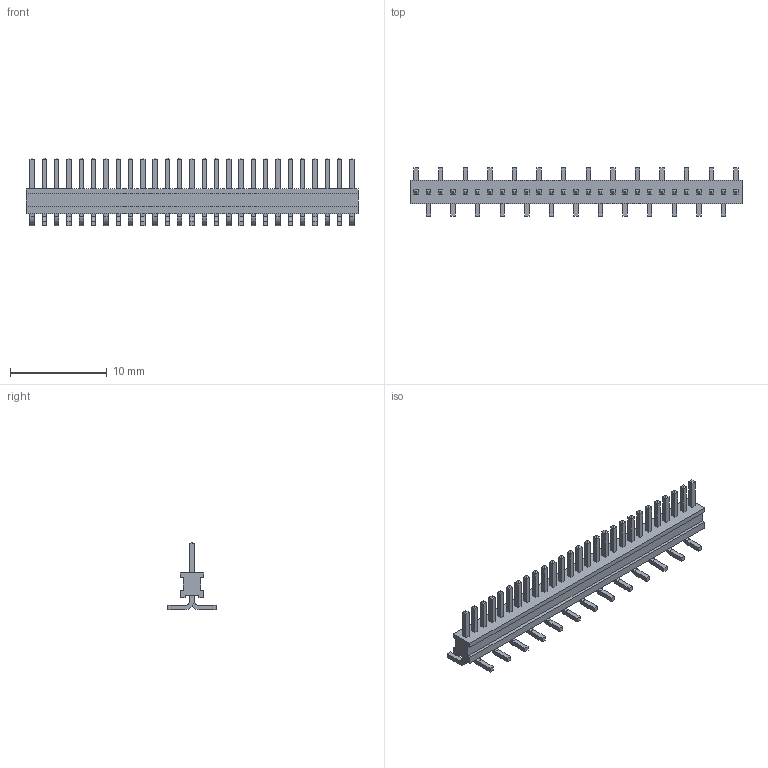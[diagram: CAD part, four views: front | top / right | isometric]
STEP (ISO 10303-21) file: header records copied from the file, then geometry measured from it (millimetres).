
FILE_DESCRIPTION(('FreeCAD Model'),'2;1');
FILE_NAME('Open CASCADE Shape Model','2025-01-14T20:25:08',(''),(''), 'Open CASCADE STEP processor 7.8','FreeCAD','Unknown');
FILE_SCHEMA(('AUTOMOTIVE_DESIGN { 1 0 10303 214 1 1 1 1 }'));
Length unit declared in the file: millimetre
Products named in the file (4): FTR-127-03-L-S; FTR-127-03-L-S_body; FTR-127-03-L-S_pins; FTR-127-03-L-S2PNS
Assembly tree (3 placements, depth 2):
  FTR-127-03-L-S
    FTR-127-03-L-S_body
    FTR-127-03-L-S_pins
    FTR-127-03-L-S2PNS
Bounding box: 34.29 x 4.98 x 6.99 mm (x, y, z)
Volume: 228.6 mm3; surface area: 1112.5 mm2
Topology: 3 solids, 3 shells, 620 faces, 1584 edges, 1020 vertices
Faces by surface type: plane 566, cylinder 54
Entity records: 18513 total; most frequent: CARTESIAN_POINT 3228, ORIENTED_EDGE 3168, DIRECTION 2940, EDGE_CURVE 1584, LINE 1476, VECTOR 1476, VERTEX_POINT 1020, AXIS2_PLACEMENT_3D 732
